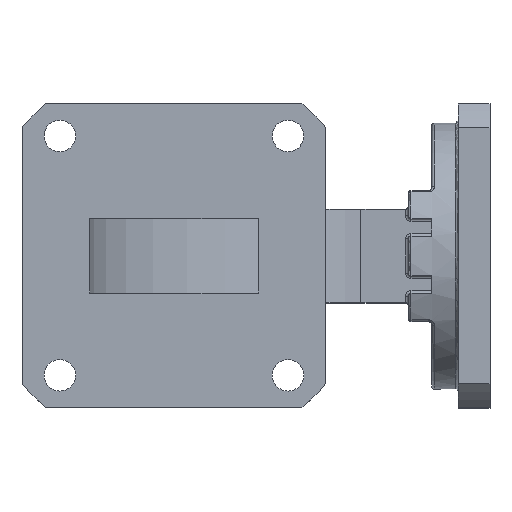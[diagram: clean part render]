
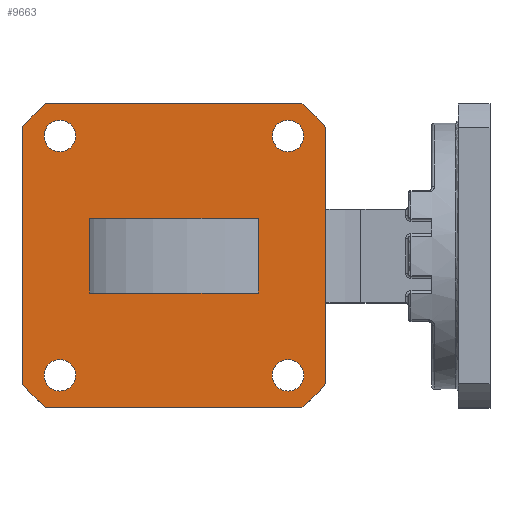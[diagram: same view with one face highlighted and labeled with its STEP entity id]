
A CAD part, top view. The second image highlights one B-rep face of the part: STEP entity #9663.
In plain terms, the highlighted planar face has unit normal (0, 0, 1).
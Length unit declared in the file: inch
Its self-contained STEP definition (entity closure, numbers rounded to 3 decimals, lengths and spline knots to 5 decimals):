
#63 = LINE ( 'NONE', #6130, #2758 ) ;
#235 = AXIS2_PLACEMENT_3D ( 'NONE', #5189, #1493, #3736 ) ;
#478 = VERTEX_POINT ( 'NONE', #5447 ) ;
#495 = LINE ( 'NONE', #5460, #5862 ) ;
#507 = ORIENTED_EDGE ( 'NONE', *, *, #5927, .F. ) ;
#805 = FACE_BOUND ( 'NONE', #2518, .T. ) ;
#820 = CARTESIAN_POINT ( 'NONE',  ( 0., 0., 0. ) ) ;
#902 = CARTESIAN_POINT ( 'NONE',  ( -0.8125, 0.68465, 0. ) ) ;
#933 = VERTEX_POINT ( 'NONE', #2933 ) ;
#939 = CARTESIAN_POINT ( 'NONE',  ( 0., 0.8125, 0. ) ) ;
#957 = AXIS2_PLACEMENT_3D ( 'NONE', #1179, #1082, #2751 ) ;
#995 = LINE ( 'NONE', #2119, #10011 ) ;
#1082 = DIRECTION ( 'NONE',  ( 0., 0., -1. ) ) ;
#1179 = CARTESIAN_POINT ( 'NONE',  ( 0., 0., 0. ) ) ;
#1239 = EDGE_LOOP ( 'NONE', ( #2287 ) ) ;
#1416 = AXIS2_PLACEMENT_3D ( 'NONE', #8115, #8900, #9692 ) ;
#1484 = VERTEX_POINT ( 'NONE', #9285 ) ;
#1493 = DIRECTION ( 'NONE',  ( 0., 0., -1. ) ) ;
#1525 = VERTEX_POINT ( 'NONE', #9212 ) ;
#1555 = EDGE_LOOP ( 'NONE', ( #4606 ) ) ;
#1556 = CARTESIAN_POINT ( 'NONE',  ( -0.8125, 0., 0. ) ) ;
#1784 = AXIS2_PLACEMENT_3D ( 'NONE', #2792, #6606, #7318 ) ;
#1822 = EDGE_CURVE ( 'NONE', #9872, #8357, #5152, .T. ) ;
#1900 = VECTOR ( 'NONE', #6046, 39.37008 ) ;
#1905 = ORIENTED_EDGE ( 'NONE', *, *, #9368, .F. ) ;
#2115 = CARTESIAN_POINT ( 'NONE',  ( 0., -0.8125, 0. ) ) ;
#2119 = CARTESIAN_POINT ( 'NONE',  ( 0., 0.2, 0. ) ) ;
#2144 = LINE ( 'NONE', #2115, #1900 ) ;
#2152 = DIRECTION ( 'NONE',  ( 0., 0., -1. ) ) ;
#2182 = VERTEX_POINT ( 'NONE', #10014 ) ;
#2287 = ORIENTED_EDGE ( 'NONE', *, *, #7888, .F. ) ;
#2394 = FACE_OUTER_BOUND ( 'NONE', #2487, .T. ) ;
#2487 = EDGE_LOOP ( 'NONE', ( #4286, #3384, #8000, #3296, #4410, #8483, #3744, #9571 ) ) ;
#2518 = EDGE_LOOP ( 'NONE', ( #507 ) ) ;
#2582 = AXIS2_PLACEMENT_3D ( 'NONE', #2966, #9982, #6813 ) ;
#2673 = CARTESIAN_POINT ( 'NONE',  ( 0., -0.2, 0. ) ) ;
#2751 = DIRECTION ( 'NONE',  ( -1., 0., 0. ) ) ;
#2758 = VECTOR ( 'NONE', #9275, 39.37008 ) ;
#2792 = CARTESIAN_POINT ( 'NONE',  ( -0.61, 0.64, 0. ) ) ;
#2881 = CIRCLE ( 'NONE', #2582, 0.0845 ) ;
#2891 = DIRECTION ( 'NONE',  ( -1., 0., 0. ) ) ;
#2933 = CARTESIAN_POINT ( 'NONE',  ( -0.5255, 0.64, 0. ) ) ;
#2943 = EDGE_CURVE ( 'NONE', #6990, #5408, #3056, .T. ) ;
#2966 = CARTESIAN_POINT ( 'NONE',  ( 0.61, 0.64, 0. ) ) ;
#3056 = LINE ( 'NONE', #3823, #9277 ) ;
#3125 = VERTEX_POINT ( 'NONE', #8403 ) ;
#3159 = EDGE_CURVE ( 'NONE', #6860, #2182, #8254, .T. ) ;
#3258 = CARTESIAN_POINT ( 'NONE',  ( 0.8125, 0.68465, 0. ) ) ;
#3296 = ORIENTED_EDGE ( 'NONE', *, *, #1822, .F. ) ;
#3325 = DIRECTION ( 'NONE',  ( 1., 0., 0. ) ) ;
#3384 = ORIENTED_EDGE ( 'NONE', *, *, #3159, .F. ) ;
#3416 = ORIENTED_EDGE ( 'NONE', *, *, #9585, .F. ) ;
#3446 = CIRCLE ( 'NONE', #3564, 1.0625 ) ;
#3564 = AXIS2_PLACEMENT_3D ( 'NONE', #820, #7256, #5611 ) ;
#3736 = DIRECTION ( 'NONE',  ( 1., 0., 0. ) ) ;
#3744 = ORIENTED_EDGE ( 'NONE', *, *, #6359, .F. ) ;
#3823 = CARTESIAN_POINT ( 'NONE',  ( -0.45, 0., 0. ) ) ;
#3826 = ORIENTED_EDGE ( 'NONE', *, *, #6655, .F. ) ;
#3834 = FACE_BOUND ( 'NONE', #1555, .T. ) ;
#3960 = CARTESIAN_POINT ( 'NONE',  ( 0.8125, -0.68465, 0. ) ) ;
#4114 = EDGE_CURVE ( 'NONE', #4685, #478, #8588, .T. ) ;
#4167 = EDGE_CURVE ( 'NONE', #1484, #4358, #63, .T. ) ;
#4286 = ORIENTED_EDGE ( 'NONE', *, *, #4787, .F. ) ;
#4358 = VERTEX_POINT ( 'NONE', #9782 ) ;
#4405 = CARTESIAN_POINT ( 'NONE',  ( 0.6945, -0.64, 0. ) ) ;
#4410 = ORIENTED_EDGE ( 'NONE', *, *, #6802, .F. ) ;
#4487 = CARTESIAN_POINT ( 'NONE',  ( 0., 0., 0. ) ) ;
#4606 = ORIENTED_EDGE ( 'NONE', *, *, #8632, .F. ) ;
#4612 = DIRECTION ( 'NONE',  ( 0., -1., 0. ) ) ;
#4621 = CARTESIAN_POINT ( 'NONE',  ( -0.45, -0.2, 0. ) ) ;
#4685 = VERTEX_POINT ( 'NONE', #902 ) ;
#4787 = EDGE_CURVE ( 'NONE', #2182, #4685, #7488, .T. ) ;
#4947 = FACE_BOUND ( 'NONE', #6332, .T. ) ;
#5120 = EDGE_CURVE ( 'NONE', #8357, #6860, #2144, .T. ) ;
#5152 = CIRCLE ( 'NONE', #8960, 1.0625 ) ;
#5189 = CARTESIAN_POINT ( 'NONE',  ( 0., 0., 0. ) ) ;
#5407 = VECTOR ( 'NONE', #8688, 39.37008 ) ;
#5408 = VERTEX_POINT ( 'NONE', #4621 ) ;
#5442 = EDGE_CURVE ( 'NONE', #1525, #6031, #3446, .T. ) ;
#5447 = CARTESIAN_POINT ( 'NONE',  ( -0.68465, 0.8125, 0. ) ) ;
#5460 = CARTESIAN_POINT ( 'NONE',  ( 0.8125, 0., 0. ) ) ;
#5473 = DIRECTION ( 'NONE',  ( 0., 1., 0. ) ) ;
#5525 = DIRECTION ( 'NONE',  ( 0., -1., 0. ) ) ;
#5611 = DIRECTION ( 'NONE',  ( 1., 0., 0. ) ) ;
#5862 = VECTOR ( 'NONE', #5525, 39.37008 ) ;
#5927 = EDGE_CURVE ( 'NONE', #933, #933, #6122, .T. ) ;
#6031 = VERTEX_POINT ( 'NONE', #3258 ) ;
#6046 = DIRECTION ( 'NONE',  ( -1., 0., 0. ) ) ;
#6093 = VECTOR ( 'NONE', #8108, 39.37008 ) ;
#6122 = CIRCLE ( 'NONE', #1784, 0.0845 ) ;
#6130 = CARTESIAN_POINT ( 'NONE',  ( 0.45, 0., 0. ) ) ;
#6332 = EDGE_LOOP ( 'NONE', ( #3416 ) ) ;
#6359 = EDGE_CURVE ( 'NONE', #478, #1525, #9538, .T. ) ;
#6429 = CARTESIAN_POINT ( 'NONE',  ( -0.61, -0.64, 0. ) ) ;
#6576 = CIRCLE ( 'NONE', #8496, 0.0845 ) ;
#6606 = DIRECTION ( 'NONE',  ( 0., 0., 1. ) ) ;
#6655 = EDGE_CURVE ( 'NONE', #4358, #6990, #995, .T. ) ;
#6802 = EDGE_CURVE ( 'NONE', #6031, #9872, #495, .T. ) ;
#6813 = DIRECTION ( 'NONE',  ( 1., 0., 0. ) ) ;
#6860 = VERTEX_POINT ( 'NONE', #8734 ) ;
#6990 = VERTEX_POINT ( 'NONE', #9628 ) ;
#7256 = DIRECTION ( 'NONE',  ( 0., 0., -1. ) ) ;
#7318 = DIRECTION ( 'NONE',  ( 1., 0., 0. ) ) ;
#7488 = LINE ( 'NONE', #1556, #8952 ) ;
#7674 = DIRECTION ( 'NONE',  ( 1., 0., 0. ) ) ;
#7708 = CARTESIAN_POINT ( 'NONE',  ( 0.68465, -0.8125, 0. ) ) ;
#7888 = EDGE_CURVE ( 'NONE', #3125, #3125, #6576, .T. ) ;
#7991 = DIRECTION ( 'NONE',  ( 0., 0., 1. ) ) ;
#8000 = ORIENTED_EDGE ( 'NONE', *, *, #5120, .F. ) ;
#8108 = DIRECTION ( 'NONE',  ( 1., 0., 0. ) ) ;
#8115 = CARTESIAN_POINT ( 'NONE',  ( 0.61, -0.64, 0. ) ) ;
#8189 = ORIENTED_EDGE ( 'NONE', *, *, #2943, .F. ) ;
#8254 = CIRCLE ( 'NONE', #9374, 1.0625 ) ;
#8357 = VERTEX_POINT ( 'NONE', #7708 ) ;
#8403 = CARTESIAN_POINT ( 'NONE',  ( -0.5255, -0.64, 0. ) ) ;
#8483 = ORIENTED_EDGE ( 'NONE', *, *, #5442, .F. ) ;
#8496 = AXIS2_PLACEMENT_3D ( 'NONE', #6429, #7991, #3325 ) ;
#8588 = CIRCLE ( 'NONE', #235, 1.0625 ) ;
#8632 = EDGE_CURVE ( 'NONE', #8968, #8968, #8748, .T. ) ;
#8688 = DIRECTION ( 'NONE',  ( 1., 0., 0. ) ) ;
#8734 = CARTESIAN_POINT ( 'NONE',  ( -0.68465, -0.8125, 0. ) ) ;
#8748 = CIRCLE ( 'NONE', #1416, 0.0845 ) ;
#8847 = FACE_BOUND ( 'NONE', #1239, .T. ) ;
#8858 = ORIENTED_EDGE ( 'NONE', *, *, #4167, .F. ) ;
#8900 = DIRECTION ( 'NONE',  ( 0., 0., 1. ) ) ;
#8952 = VECTOR ( 'NONE', #5473, 39.37008 ) ;
#8960 = AXIS2_PLACEMENT_3D ( 'NONE', #10082, #9981, #9269 ) ;
#8968 = VERTEX_POINT ( 'NONE', #4405 ) ;
#9212 = CARTESIAN_POINT ( 'NONE',  ( 0.68465, 0.8125, 0. ) ) ;
#9269 = DIRECTION ( 'NONE',  ( 1., 0., 0. ) ) ;
#9275 = DIRECTION ( 'NONE',  ( 0., 1., 0. ) ) ;
#9277 = VECTOR ( 'NONE', #4612, 39.37008 ) ;
#9285 = CARTESIAN_POINT ( 'NONE',  ( 0.45, -0.2, 0. ) ) ;
#9286 = LINE ( 'NONE', #2673, #6093 ) ;
#9344 = FACE_BOUND ( 'NONE', #9940, .T. ) ;
#9368 = EDGE_CURVE ( 'NONE', #5408, #1484, #9286, .T. ) ;
#9374 = AXIS2_PLACEMENT_3D ( 'NONE', #4487, #2152, #7674 ) ;
#9538 = LINE ( 'NONE', #939, #5407 ) ;
#9571 = ORIENTED_EDGE ( 'NONE', *, *, #4114, .F. ) ;
#9585 = EDGE_CURVE ( 'NONE', #9947, #9947, #2881, .T. ) ;
#9628 = CARTESIAN_POINT ( 'NONE',  ( -0.45, 0.2, 0. ) ) ;
#9663 = ADVANCED_FACE ( 'NONE', ( #9344, #805, #4947, #3834, #8847, #2394 ), #9666, .F. ) ;
#9666 = PLANE ( 'NONE',  #957 ) ;
#9692 = DIRECTION ( 'NONE',  ( 1., 0., 0. ) ) ;
#9782 = CARTESIAN_POINT ( 'NONE',  ( 0.45, 0.2, 0. ) ) ;
#9872 = VERTEX_POINT ( 'NONE', #3960 ) ;
#9883 = CARTESIAN_POINT ( 'NONE',  ( 0.6945, 0.64, 0. ) ) ;
#9940 = EDGE_LOOP ( 'NONE', ( #8858, #1905, #8189, #3826 ) ) ;
#9947 = VERTEX_POINT ( 'NONE', #9883 ) ;
#9981 = DIRECTION ( 'NONE',  ( 0., 0., -1. ) ) ;
#9982 = DIRECTION ( 'NONE',  ( 0., 0., 1. ) ) ;
#10011 = VECTOR ( 'NONE', #2891, 39.37008 ) ;
#10014 = CARTESIAN_POINT ( 'NONE',  ( -0.8125, -0.68465, 0. ) ) ;
#10082 = CARTESIAN_POINT ( 'NONE',  ( 0., 0., 0. ) ) ;
